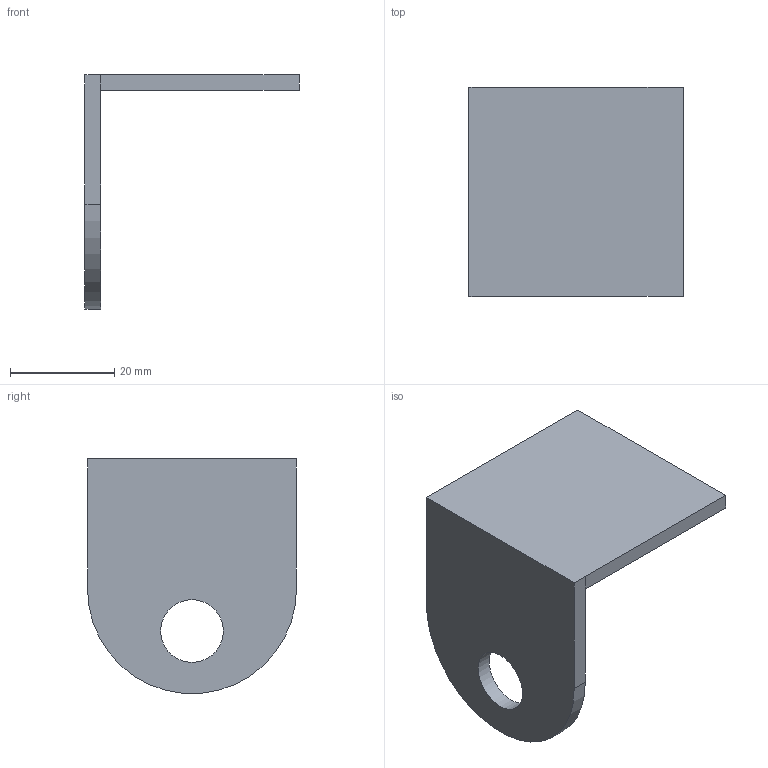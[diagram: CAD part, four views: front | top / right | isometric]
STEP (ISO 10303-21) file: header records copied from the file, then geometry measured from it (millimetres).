
FILE_DESCRIPTION(/* description */ ('STEP AP214','CAx-IF Rec.Pracs.---User Defined Attributes---1.5---2016-08-15'),/* implementation_level */ '2;1');
FILE_NAME(/* name */ '6930f1d0f02cf44860177aa5',/* time_stamp */ '2025-12-04T02:28:33Z',/* author */ (''),/* organization */ (''),/* preprocessor_version */ 'ST-DEVELOPER v20',/* originating_system */ 'ONSHAPE BY PTC INC, 1.207',/* authorisation */ ' ');
FILE_SCHEMA (('AUTOMOTIVE_DESIGN {1 0 10303 214 3 1 1}'));
Length unit declared in the file: metre
Products named in the file (1): Engine Mount
Bounding box: 41 x 40 x 44.93 mm (x, y, z)
Volume: 9105.7 mm3; surface area: 6870 mm2
Topology: 1 solids, 1 shells, 12 faces, 30 edges, 20 vertices
Faces by surface type: plane 10, cylinder 2
Full cylindrical faces by diameter (mm): 12 x1
Entity records: 387 total; most frequent: CARTESIAN_POINT 62, DIRECTION 59, ORIENTED_EDGE 58, EDGE_CURVE 29, LINE 25, VECTOR 25, VERTEX_POINT 20, AXIS2_PLACEMENT_3D 17
